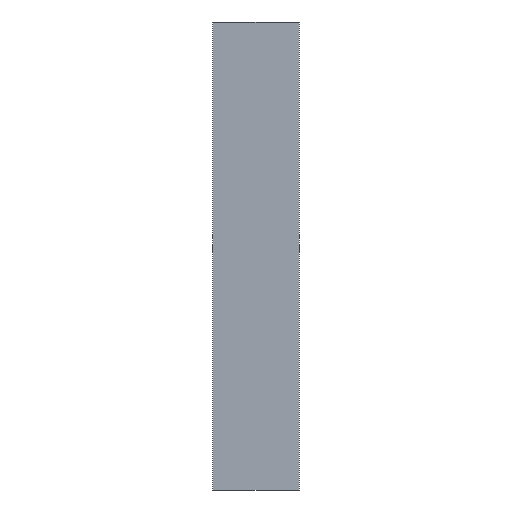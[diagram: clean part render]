
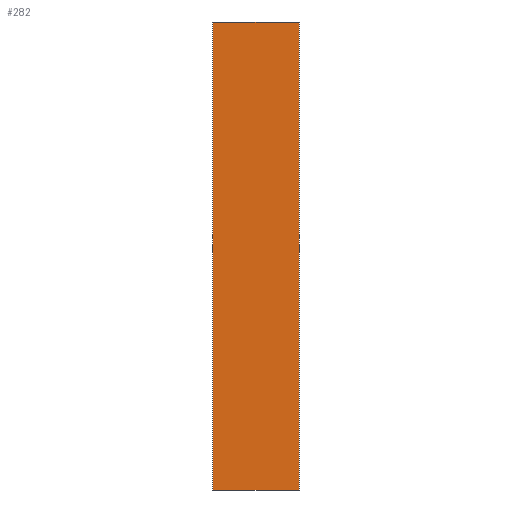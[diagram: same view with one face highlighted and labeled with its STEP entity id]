
A CAD part, left-side view. The second image highlights one B-rep face of the part: STEP entity #282.
In plain terms, the highlighted planar face has unit normal (-1, 0, 0).
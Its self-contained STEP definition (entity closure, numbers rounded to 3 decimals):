
#1 = EDGE_CURVE ( 'NONE', #313, #57, #189, .T. ) ;
#3 = VECTOR ( 'NONE', #138, 1000. ) ;
#22 = PLANE ( 'NONE',  #230 ) ;
#32 = LINE ( 'NONE', #281, #184 ) ;
#37 = LINE ( 'NONE', #170, #136 ) ;
#45 = CARTESIAN_POINT ( 'NONE',  ( -12.7, -25.4, 273.8 ) ) ;
#53 = CARTESIAN_POINT ( 'NONE',  ( -12.7, -25.4, 273.8 ) ) ;
#57 = VERTEX_POINT ( 'NONE', #45 ) ;
#76 = ORIENTED_EDGE ( 'NONE', *, *, #272, .T. ) ;
#81 = CARTESIAN_POINT ( 'NONE',  ( -12.7, 25.4, 273.8 ) ) ;
#93 = VERTEX_POINT ( 'NONE', #102 ) ;
#94 = VERTEX_POINT ( 'NONE', #248 ) ;
#99 = CARTESIAN_POINT ( 'NONE',  ( -12.7, 25.4, 273.8 ) ) ;
#102 = CARTESIAN_POINT ( 'NONE',  ( -12.7, 25.4, 0. ) ) ;
#114 = ORIENTED_EDGE ( 'NONE', *, *, #332, .F. ) ;
#128 = EDGE_CURVE ( 'NONE', #93, #94, #37, .T. ) ;
#134 = DIRECTION ( 'NONE',  ( 0., 0., -1. ) ) ;
#136 = VECTOR ( 'NONE', #320, 1000. ) ;
#138 = DIRECTION ( 'NONE',  ( 0., 0., -1. ) ) ;
#141 = VECTOR ( 'NONE', #182, 1000. ) ;
#170 = CARTESIAN_POINT ( 'NONE',  ( -12.7, 25.4, 0. ) ) ;
#182 = DIRECTION ( 'NONE',  ( 0., -1., 0. ) ) ;
#184 = VECTOR ( 'NONE', #199, 1000. ) ;
#189 = LINE ( 'NONE', #99, #141 ) ;
#198 = DIRECTION ( 'NONE',  ( 1., 0., 0. ) ) ;
#199 = DIRECTION ( 'NONE',  ( 0., 0., -1. ) ) ;
#228 = CARTESIAN_POINT ( 'NONE',  ( -12.7, 25.4, 273.8 ) ) ;
#230 = AXIS2_PLACEMENT_3D ( 'NONE', #228, #198, #134 ) ;
#242 = LINE ( 'NONE', #53, #3 ) ;
#248 = CARTESIAN_POINT ( 'NONE',  ( -12.7, -25.4, 0. ) ) ;
#272 = EDGE_CURVE ( 'NONE', #313, #93, #32, .T. ) ;
#281 = CARTESIAN_POINT ( 'NONE',  ( -12.7, 25.4, 273.8 ) ) ;
#282 = ADVANCED_FACE ( 'NONE', ( #299 ), #22, .F. ) ;
#290 = EDGE_LOOP ( 'NONE', ( #321, #114, #314, #76 ) ) ;
#299 = FACE_OUTER_BOUND ( 'NONE', #290, .T. ) ;
#313 = VERTEX_POINT ( 'NONE', #81 ) ;
#314 = ORIENTED_EDGE ( 'NONE', *, *, #1, .F. ) ;
#320 = DIRECTION ( 'NONE',  ( 0., -1., 0. ) ) ;
#321 = ORIENTED_EDGE ( 'NONE', *, *, #128, .T. ) ;
#332 = EDGE_CURVE ( 'NONE', #57, #94, #242, .T. ) ;
